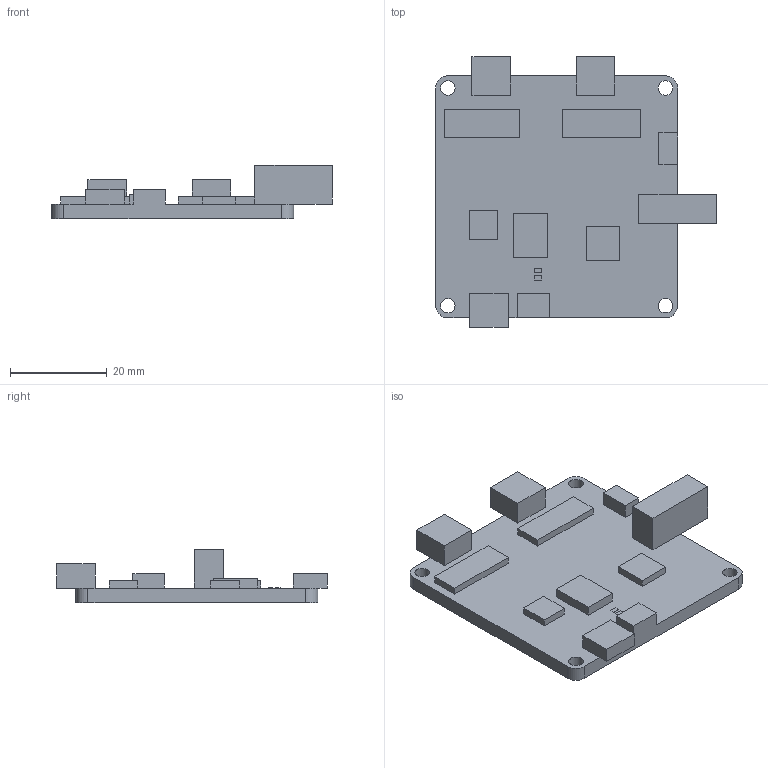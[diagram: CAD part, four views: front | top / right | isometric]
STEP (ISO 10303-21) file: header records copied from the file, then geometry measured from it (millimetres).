
FILE_DESCRIPTION(/* description */ (''),/* implementation_level */ '2;1');
FILE_NAME(/* name */ 'BGC3.1.step',/* time_stamp */ '2022-09-18T21:24:48+02:00',/* author */ (''),/* organization */ (''),/* preprocessor_version */ 'ST-DEVELOPER v19',/* originating_system */ 'Autodesk Translation Framework v11.7.0.108',/* authorisation */ '');
FILE_SCHEMA (('AUTOMOTIVE_DESIGN { 1 0 10303 214 3 1 1 }'));
Length unit declared in the file: millimetre
Products named in the file (1): BGC3.1
Bounding box: 58 x 56 x 11 mm (x, y, z)
Volume: 9688 mm3; surface area: 7057.7 mm2
Topology: 1 solids, 1 shells, 81 faces, 208 edges, 136 vertices
Faces by surface type: plane 73, cylinder 8
Full cylindrical faces by diameter (mm): 3 x4
Entity records: 2526 total; most frequent: CARTESIAN_POINT 426, ORIENTED_EDGE 416, DIRECTION 388, EDGE_CURVE 208, LINE 192, VECTOR 192, VERTEX_POINT 136, AXIS2_PLACEMENT_3D 98
